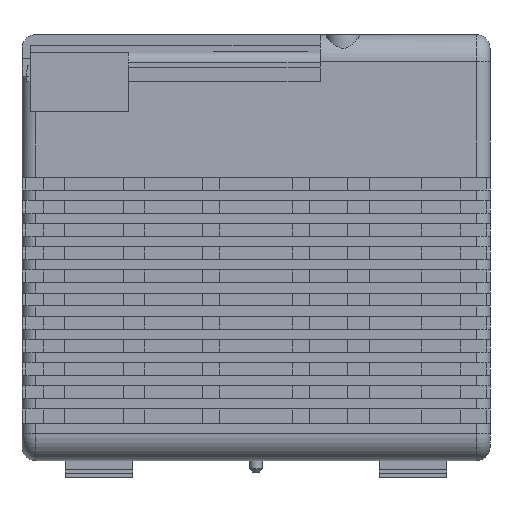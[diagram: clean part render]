
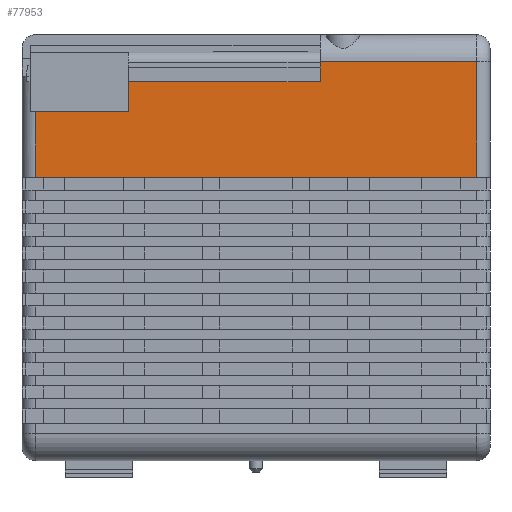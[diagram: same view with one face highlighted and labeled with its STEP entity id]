
A CAD part, front view. The second image highlights one B-rep face of the part: STEP entity #77953.
In plain terms, the highlighted planar face has unit normal (0, -1, 0).
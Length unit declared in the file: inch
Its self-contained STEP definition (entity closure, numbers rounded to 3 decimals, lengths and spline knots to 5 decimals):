
#2623 = CARTESIAN_POINT ( 'NONE',  ( 2.045, -2.9525, 1.725 ) ) ;
#2780 = PLANE ( 'NONE',  #157292 ) ;
#3559 = VECTOR ( 'NONE', #72448, 39.37008 ) ;
#4774 = DIRECTION ( 'NONE',  ( 0., 0., -1. ) ) ;
#9601 = ORIENTED_EDGE ( 'NONE', *, *, #85996, .F. ) ;
#9839 = CARTESIAN_POINT ( 'NONE',  ( 2.045, -2.9525, 1.975 ) ) ;
#20287 = ORIENTED_EDGE ( 'NONE', *, *, #162947, .T. ) ;
#22525 = ORIENTED_EDGE ( 'NONE', *, *, #202074, .T. ) ;
#29031 = LINE ( 'NONE', #151079, #73934 ) ;
#36057 = VECTOR ( 'NONE', #173683, 39.37008 ) ;
#41884 = CARTESIAN_POINT ( 'NONE',  ( 2.045, -2.9525, 0.655 ) ) ;
#43756 = DIRECTION ( 'NONE',  ( 0., 0., 1. ) ) ;
#49633 = DIRECTION ( 'NONE',  ( -1., 0., 0. ) ) ;
#53675 = DIRECTION ( 'NONE',  ( 0., 1., 0. ) ) ;
#55146 = CARTESIAN_POINT ( 'NONE',  ( -2.17, -2.9525, 1.541 ) ) ;
#56216 = VERTEX_POINT ( 'NONE', #137294 ) ;
#65933 = DIRECTION ( 'NONE',  ( 0., 0., 1. ) ) ;
#66698 = CARTESIAN_POINT ( 'NONE',  ( 0.595, -2.9525, 1.975 ) ) ;
#67149 = LINE ( 'NONE', #9839, #146639 ) ;
#71005 = CARTESIAN_POINT ( 'NONE',  ( -2.045, -2.9525, 1.725 ) ) ;
#71915 = VERTEX_POINT ( 'NONE', #188843 ) ;
#72448 = DIRECTION ( 'NONE',  ( -1., 0., 0. ) ) ;
#73934 = VECTOR ( 'NONE', #49633, 39.37008 ) ;
#74327 = VERTEX_POINT ( 'NONE', #184999 ) ;
#76107 = ORIENTED_EDGE ( 'NONE', *, *, #96141, .T. ) ;
#76747 = VERTEX_POINT ( 'NONE', #87551 ) ;
#77953 = ADVANCED_FACE ( 'NONE', ( #122926 ), #2780, .F. ) ;
#81751 = VERTEX_POINT ( 'NONE', #166586 ) ;
#85996 = EDGE_CURVE ( 'NONE', #144873, #74327, #29031, .T. ) ;
#87551 = CARTESIAN_POINT ( 'NONE',  ( -1.185, -2.9525, 1.541 ) ) ;
#89452 = ORIENTED_EDGE ( 'NONE', *, *, #176272, .T. ) ;
#96141 = EDGE_CURVE ( 'NONE', #160074, #76747, #165875, .T. ) ;
#96780 = ORIENTED_EDGE ( 'NONE', *, *, #159552, .F. ) ;
#103358 = CARTESIAN_POINT ( 'NONE',  ( 0.595, -2.9525, 1.541 ) ) ;
#104222 = LINE ( 'NONE', #184451, #149438 ) ;
#114066 = LINE ( 'NONE', #207330, #199062 ) ;
#121204 = VECTOR ( 'NONE', #4774, 39.37008 ) ;
#122926 = FACE_OUTER_BOUND ( 'NONE', #192498, .T. ) ;
#126543 = LINE ( 'NONE', #173489, #121204 ) ;
#127344 = EDGE_CURVE ( 'NONE', #56216, #76747, #104222, .T. ) ;
#137294 = CARTESIAN_POINT ( 'NONE',  ( -1.185, -2.9525, 1.26 ) ) ;
#138109 = CARTESIAN_POINT ( 'NONE',  ( -2.17, -2.9525, 1.975 ) ) ;
#138519 = LINE ( 'NONE', #71005, #3559 ) ;
#144873 = VERTEX_POINT ( 'NONE', #41884 ) ;
#146639 = VECTOR ( 'NONE', #43756, 39.37008 ) ;
#149438 = VECTOR ( 'NONE', #65933, 39.37008 ) ;
#151079 = CARTESIAN_POINT ( 'NONE',  ( -2.17, -2.9525, 0.655 ) ) ;
#157292 = AXIS2_PLACEMENT_3D ( 'NONE', #138109, #53675, #172285 ) ;
#159552 = EDGE_CURVE ( 'NONE', #81751, #56216, #114066, .T. ) ;
#160074 = VERTEX_POINT ( 'NONE', #103358 ) ;
#160721 = ORIENTED_EDGE ( 'NONE', *, *, #205641, .T. ) ;
#162947 = EDGE_CURVE ( 'NONE', #71915, #160074, #208268, .T. ) ;
#163187 = VECTOR ( 'NONE', #168185, 39.37008 ) ;
#165875 = LINE ( 'NONE', #55146, #36057 ) ;
#166586 = CARTESIAN_POINT ( 'NONE',  ( -2.045, -2.9525, 1.26 ) ) ;
#168185 = DIRECTION ( 'NONE',  ( 0., 0., -1. ) ) ;
#172285 = DIRECTION ( 'NONE',  ( 0., 0., 1. ) ) ;
#173489 = CARTESIAN_POINT ( 'NONE',  ( -2.045, -2.9525, 1.975 ) ) ;
#173683 = DIRECTION ( 'NONE',  ( -1., 0., 0. ) ) ;
#176272 = EDGE_CURVE ( 'NONE', #144873, #200798, #67149, .T. ) ;
#184451 = CARTESIAN_POINT ( 'NONE',  ( -1.185, -2.9525, 2.02011 ) ) ;
#184999 = CARTESIAN_POINT ( 'NONE',  ( -2.045, -2.9525, 0.655 ) ) ;
#188843 = CARTESIAN_POINT ( 'NONE',  ( 0.595, -2.9525, 1.725 ) ) ;
#190323 = DIRECTION ( 'NONE',  ( 1., 0., 0. ) ) ;
#192498 = EDGE_LOOP ( 'NONE', ( #89452, #160721, #20287, #76107, #193257, #96780, #22525, #9601 ) ) ;
#193257 = ORIENTED_EDGE ( 'NONE', *, *, #127344, .F. ) ;
#199062 = VECTOR ( 'NONE', #190323, 39.37008 ) ;
#200798 = VERTEX_POINT ( 'NONE', #2623 ) ;
#202074 = EDGE_CURVE ( 'NONE', #81751, #74327, #126543, .T. ) ;
#205641 = EDGE_CURVE ( 'NONE', #200798, #71915, #138519, .T. ) ;
#207330 = CARTESIAN_POINT ( 'NONE',  ( -2.095, -2.9525, 1.26 ) ) ;
#208268 = LINE ( 'NONE', #66698, #163187 ) ;
